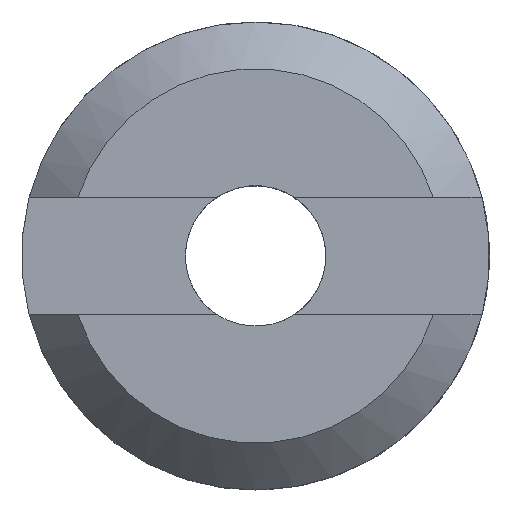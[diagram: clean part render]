
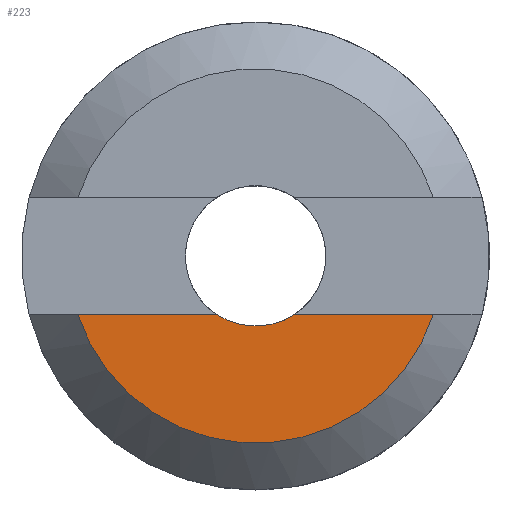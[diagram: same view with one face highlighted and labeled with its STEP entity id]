
A CAD part, top view. The second image highlights one B-rep face of the part: STEP entity #223.
In plain terms, the highlighted planar face has unit normal (0, 0, 1).
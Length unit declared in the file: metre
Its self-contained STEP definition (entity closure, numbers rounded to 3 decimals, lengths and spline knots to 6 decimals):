
#20=CIRCLE('',#250,0.008);
#21=CIRCLE('',#251,0.003);
#32=ORIENTED_EDGE('',*,*,#96,.F.);
#33=ORIENTED_EDGE('',*,*,#97,.T.);
#34=ORIENTED_EDGE('',*,*,#98,.F.);
#35=ORIENTED_EDGE('',*,*,#99,.T.);
#96=EDGE_CURVE('',#128,#129,#150,.T.);
#97=EDGE_CURVE('',#128,#130,#20,.T.);
#98=EDGE_CURVE('',#131,#130,#151,.T.);
#99=EDGE_CURVE('',#131,#129,#21,.F.);
#128=VERTEX_POINT('',#345);
#129=VERTEX_POINT('',#346);
#130=VERTEX_POINT('',#348);
#131=VERTEX_POINT('',#350);
#150=LINE('',#344,#166);
#151=LINE('',#349,#167);
#166=VECTOR('',#278,1.);
#167=VECTOR('',#281,1.);
#182=EDGE_LOOP('',(#32,#33,#34,#35));
#198=FACE_BOUND('',#182,.T.);
#214=PLANE('',#249);
#223=ADVANCED_FACE('',(#198),#214,.T.);
#249=AXIS2_PLACEMENT_3D('',#343,#276,#277);
#250=AXIS2_PLACEMENT_3D('',#347,#279,#280);
#251=AXIS2_PLACEMENT_3D('',#351,#282,#283);
#276=DIRECTION('',(0.,0.,1.));
#277=DIRECTION('',(1.,0.,0.));
#278=DIRECTION('',(1.,0.,0.));
#279=DIRECTION('',(0.,0.,1.));
#280=DIRECTION('',(1.,0.,0.));
#281=DIRECTION('',(1.,0.,0.));
#282=DIRECTION('',(0.,0.,1.));
#283=DIRECTION('',(1.,0.,0.));
#343=CARTESIAN_POINT('',(0.,0.,0.005));
#344=CARTESIAN_POINT('',(0.,-0.0025,0.005));
#345=CARTESIAN_POINT('',(-0.007599,-0.0025,0.005));
#346=CARTESIAN_POINT('',(-0.001658,-0.0025,0.005));
#347=CARTESIAN_POINT('',(0.,0.,0.005));
#348=CARTESIAN_POINT('',(0.007599,-0.0025,0.005));
#349=CARTESIAN_POINT('',(0.,-0.0025,0.005));
#350=CARTESIAN_POINT('',(0.001658,-0.0025,0.005));
#351=CARTESIAN_POINT('',(0.,0.,0.005));
